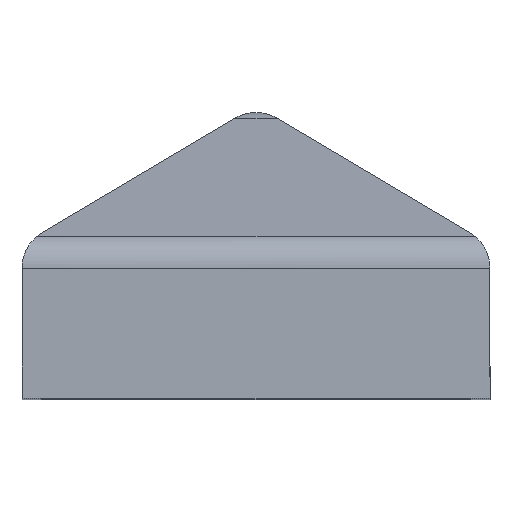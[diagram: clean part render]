
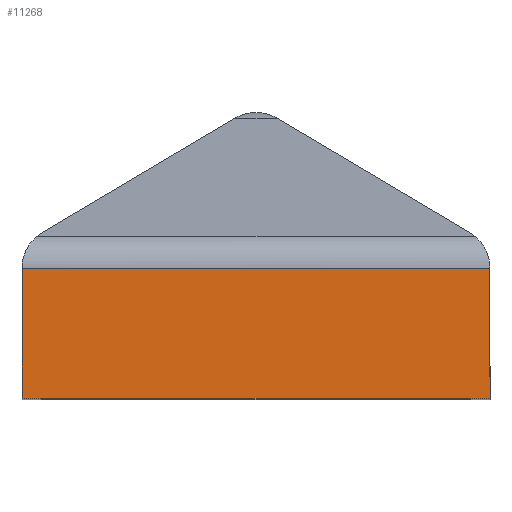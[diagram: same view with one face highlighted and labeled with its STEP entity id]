
A CAD part, top view. The second image highlights one B-rep face of the part: STEP entity #11268.
In plain terms, the highlighted planar face has unit normal (0, 0, 1).
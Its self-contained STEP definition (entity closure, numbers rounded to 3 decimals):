
#482 = ORIENTED_EDGE ( 'NONE', *, *, #12251, .T. ) ;
#2108 = EDGE_CURVE ( 'NONE', #17055, #5190, #12148, .T. ) ;
#2524 = VECTOR ( 'NONE', #7638, 1000. ) ;
#4582 = EDGE_CURVE ( 'NONE', #5190, #6775, #12600, .T. ) ;
#4647 = CARTESIAN_POINT ( 'NONE',  ( 16.75, 0., 26.75 ) ) ;
#4677 = CARTESIAN_POINT ( 'NONE',  ( -16.75, 0., 26.75 ) ) ;
#5190 = VERTEX_POINT ( 'NONE', #4647 ) ;
#5858 = DIRECTION ( 'NONE',  ( 0., 0., 1. ) ) ;
#6096 = ORIENTED_EDGE ( 'NONE', *, *, #2108, .T. ) ;
#6775 = VERTEX_POINT ( 'NONE', #14673 ) ;
#7200 = EDGE_CURVE ( 'NONE', #14365, #6775, #16460, .T. ) ;
#7613 = VECTOR ( 'NONE', #13119, 1000. ) ;
#7638 = DIRECTION ( 'NONE',  ( 0., 1., 0. ) ) ;
#8201 = CARTESIAN_POINT ( 'NONE',  ( -16.75, 0., 26.75 ) ) ;
#8661 = DIRECTION ( 'NONE',  ( 1., 0., 0. ) ) ;
#10418 = EDGE_LOOP ( 'NONE', ( #10767, #482, #6096, #15596 ) ) ;
#10767 = ORIENTED_EDGE ( 'NONE', *, *, #7200, .F. ) ;
#11153 = DIRECTION ( 'NONE',  ( 0., -1., 0. ) ) ;
#11268 = ADVANCED_FACE ( 'NONE', ( #14475 ), #11380, .T. ) ;
#11380 = PLANE ( 'NONE',  #17581 ) ;
#11857 = CARTESIAN_POINT ( 'NONE',  ( 16.75, 9.296, 26.75 ) ) ;
#12148 = LINE ( 'NONE', #16112, #7613 ) ;
#12251 = EDGE_CURVE ( 'NONE', #14365, #17055, #14663, .T. ) ;
#12600 = LINE ( 'NONE', #11857, #2524 ) ;
#13020 = VECTOR ( 'NONE', #16201, 1000. ) ;
#13119 = DIRECTION ( 'NONE',  ( 1., 0., 0. ) ) ;
#13327 = CARTESIAN_POINT ( 'NONE',  ( -26.75, 9.296, 26.75 ) ) ;
#14186 = CARTESIAN_POINT ( 'NONE',  ( -13.75, 9.296, 26.75 ) ) ;
#14365 = VERTEX_POINT ( 'NONE', #18078 ) ;
#14475 = FACE_OUTER_BOUND ( 'NONE', #10418, .T. ) ;
#14663 = LINE ( 'NONE', #8201, #16595 ) ;
#14673 = CARTESIAN_POINT ( 'NONE',  ( 16.75, 9.296, 26.75 ) ) ;
#15596 = ORIENTED_EDGE ( 'NONE', *, *, #4582, .T. ) ;
#16112 = CARTESIAN_POINT ( 'NONE',  ( -16.75, 0., 26.75 ) ) ;
#16201 = DIRECTION ( 'NONE',  ( 1., 0., 0. ) ) ;
#16460 = LINE ( 'NONE', #13327, #13020 ) ;
#16595 = VECTOR ( 'NONE', #11153, 1000. ) ;
#17055 = VERTEX_POINT ( 'NONE', #4677 ) ;
#17581 = AXIS2_PLACEMENT_3D ( 'NONE', #14186, #5858, #8661 ) ;
#18078 = CARTESIAN_POINT ( 'NONE',  ( -16.75, 9.296, 26.75 ) ) ;
